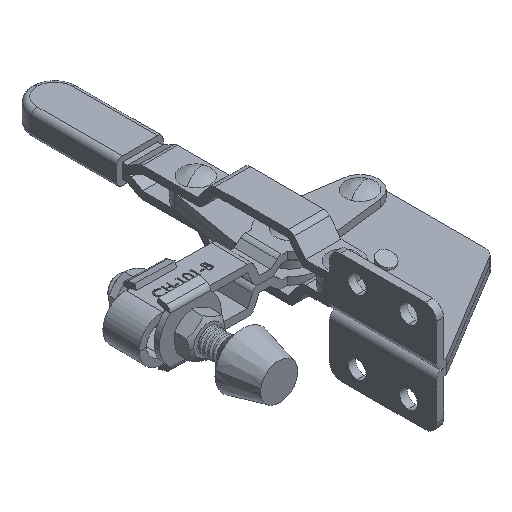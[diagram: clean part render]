
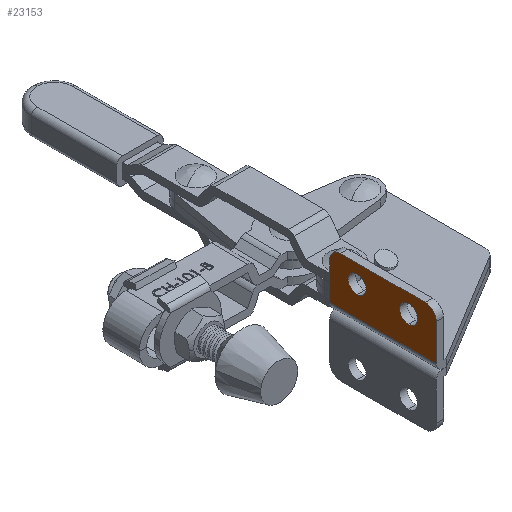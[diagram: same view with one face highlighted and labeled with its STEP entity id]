
A CAD part, isometric view. The second image highlights one B-rep face of the part: STEP entity #23153.
In plain terms, the highlighted planar face has unit normal (-1, 0, 0).
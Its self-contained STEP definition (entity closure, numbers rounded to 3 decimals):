
#46 = CARTESIAN_POINT ( 'NONE',  ( -2., 7.6, 7.6 ) ) ;
#321 = DIRECTION ( 'NONE',  ( 1., 0., 0. ) ) ;
#419 = VECTOR ( 'NONE', #22190, 1000. ) ;
#572 = CARTESIAN_POINT ( 'NONE',  ( -2., 29.1, 2. ) ) ;
#1202 = ORIENTED_EDGE ( 'NONE', *, *, #29178, .T. ) ;
#1280 = DIRECTION ( 'NONE',  ( 0., -1., 0. ) ) ;
#1536 = DIRECTION ( 'NONE',  ( -1., 0., 0. ) ) ;
#1755 = DIRECTION ( 'NONE',  ( 1., 0., 0. ) ) ;
#4386 = EDGE_CURVE ( 'NONE', #23076, #10012, #5617, .T. ) ;
#4481 = CIRCLE ( 'NONE', #21389, 3. ) ;
#4495 = ORIENTED_EDGE ( 'NONE', *, *, #18515, .T. ) ;
#5288 = VERTEX_POINT ( 'NONE', #21752 ) ;
#5617 = LINE ( 'NONE', #572, #23982 ) ;
#5846 = FACE_OUTER_BOUND ( 'NONE', #15385, .T. ) ;
#5950 = ORIENTED_EDGE ( 'NONE', *, *, #19851, .T. ) ;
#6052 = CIRCLE ( 'NONE', #6099, 2.4 ) ;
#6099 = AXIS2_PLACEMENT_3D ( 'NONE', #13269, #29951, #15658 ) ;
#6205 = CARTESIAN_POINT ( 'NONE',  ( -2., 29.1, 2. ) ) ;
#6353 = VERTEX_POINT ( 'NONE', #46 ) ;
#6468 = CIRCLE ( 'NONE', #9663, 2.4 ) ;
#7091 = CARTESIAN_POINT ( 'NONE',  ( -2., 29.1, 12. ) ) ;
#8064 = CARTESIAN_POINT ( 'NONE',  ( -2., 0.1, 2. ) ) ;
#8422 = CARTESIAN_POINT ( 'NONE',  ( -2., 21.6, 7.6 ) ) ;
#8582 = LINE ( 'NONE', #18004, #14987 ) ;
#8637 = DIRECTION ( 'NONE',  ( -1., 0., 0. ) ) ;
#8795 = EDGE_CURVE ( 'NONE', #5288, #22462, #16878, .T. ) ;
#9040 = EDGE_LOOP ( 'NONE', ( #1202, #10554 ) ) ;
#9058 = EDGE_CURVE ( 'NONE', #10012, #22462, #12378, .T. ) ;
#9144 = DIRECTION ( 'NONE',  ( 1., 0., 0. ) ) ;
#9663 = AXIS2_PLACEMENT_3D ( 'NONE', #16069, #1755, #18529 ) ;
#9780 = CIRCLE ( 'NONE', #30356, 3. ) ;
#9815 = AXIS2_PLACEMENT_3D ( 'NONE', #14642, #321, #17055 ) ;
#10012 = VERTEX_POINT ( 'NONE', #6205 ) ;
#10408 = CARTESIAN_POINT ( 'NONE',  ( -2., 7.6, 12.4 ) ) ;
#10475 = PLANE ( 'NONE',  #16815 ) ;
#10514 = VECTOR ( 'NONE', #27871, 1000. ) ;
#10554 = ORIENTED_EDGE ( 'NONE', *, *, #23470, .T. ) ;
#10907 = ORIENTED_EDGE ( 'NONE', *, *, #4386, .T. ) ;
#11613 = CARTESIAN_POINT ( 'NONE',  ( -2., 21.6, 12.4 ) ) ;
#12378 = LINE ( 'NONE', #29558, #419 ) ;
#12690 = ORIENTED_EDGE ( 'NONE', *, *, #15661, .F. ) ;
#12906 = DIRECTION ( 'NONE',  ( 0., 0., -1. ) ) ;
#13269 = CARTESIAN_POINT ( 'NONE',  ( -2., 7.6, 10. ) ) ;
#13491 = CARTESIAN_POINT ( 'NONE',  ( -2., 0.1, 2. ) ) ;
#14642 = CARTESIAN_POINT ( 'NONE',  ( -2., 7.6, 10. ) ) ;
#14987 = VECTOR ( 'NONE', #1280, 1000. ) ;
#15385 = EDGE_LOOP ( 'NONE', ( #28362, #25866, #12690, #4495, #10907, #20098 ) ) ;
#15438 = VERTEX_POINT ( 'NONE', #16850 ) ;
#15658 = DIRECTION ( 'NONE',  ( 0., 0., -1. ) ) ;
#15661 = EDGE_CURVE ( 'NONE', #24566, #15438, #8582, .T. ) ;
#15865 = CARTESIAN_POINT ( 'NONE',  ( -2., 26.1, 12. ) ) ;
#16069 = CARTESIAN_POINT ( 'NONE',  ( -2., 21.6, 10. ) ) ;
#16449 = CARTESIAN_POINT ( 'NONE',  ( -2., 0.1, 2. ) ) ;
#16815 = AXIS2_PLACEMENT_3D ( 'NONE', #8064, #20052, #12906 ) ;
#16850 = CARTESIAN_POINT ( 'NONE',  ( -2., 3.1, 15. ) ) ;
#16878 = LINE ( 'NONE', #13491, #10514 ) ;
#17055 = DIRECTION ( 'NONE',  ( 0., 0., -1. ) ) ;
#17492 = CIRCLE ( 'NONE', #9815, 2.4 ) ;
#18004 = CARTESIAN_POINT ( 'NONE',  ( -2., 29.1, 15. ) ) ;
#18282 = DIRECTION ( 'NONE',  ( 0., 0., -1. ) ) ;
#18490 = VERTEX_POINT ( 'NONE', #8422 ) ;
#18515 = EDGE_CURVE ( 'NONE', #24566, #23076, #9780, .T. ) ;
#18529 = DIRECTION ( 'NONE',  ( 0., 0., -1. ) ) ;
#18626 = FACE_BOUND ( 'NONE', #9040, .T. ) ;
#19851 = EDGE_CURVE ( 'NONE', #18490, #24641, #20617, .T. ) ;
#20052 = DIRECTION ( 'NONE',  ( 1., 0., 0. ) ) ;
#20098 = ORIENTED_EDGE ( 'NONE', *, *, #9058, .T. ) ;
#20617 = CIRCLE ( 'NONE', #23168, 2.4 ) ;
#20689 = VERTEX_POINT ( 'NONE', #10408 ) ;
#21389 = AXIS2_PLACEMENT_3D ( 'NONE', #22985, #8637, #25353 ) ;
#21752 = CARTESIAN_POINT ( 'NONE',  ( -2., 0.1, 12. ) ) ;
#22190 = DIRECTION ( 'NONE',  ( 0., -1., 0. ) ) ;
#22462 = VERTEX_POINT ( 'NONE', #16449 ) ;
#22745 = ORIENTED_EDGE ( 'NONE', *, *, #27929, .T. ) ;
#22985 = CARTESIAN_POINT ( 'NONE',  ( -2., 3.1, 12. ) ) ;
#23027 = EDGE_LOOP ( 'NONE', ( #5950, #22745 ) ) ;
#23076 = VERTEX_POINT ( 'NONE', #7091 ) ;
#23153 = ADVANCED_FACE ( 'NONE', ( #18626, #23445, #5846 ), #10475, .F. ) ;
#23168 = AXIS2_PLACEMENT_3D ( 'NONE', #23455, #9144, #25843 ) ;
#23445 = FACE_BOUND ( 'NONE', #23027, .T. ) ;
#23455 = CARTESIAN_POINT ( 'NONE',  ( -2., 21.6, 10. ) ) ;
#23470 = EDGE_CURVE ( 'NONE', #20689, #6353, #17492, .T. ) ;
#23982 = VECTOR ( 'NONE', #26746, 1000. ) ;
#24566 = VERTEX_POINT ( 'NONE', #27807 ) ;
#24641 = VERTEX_POINT ( 'NONE', #11613 ) ;
#25353 = DIRECTION ( 'NONE',  ( 0., 0., -1. ) ) ;
#25843 = DIRECTION ( 'NONE',  ( 0., 0., -1. ) ) ;
#25866 = ORIENTED_EDGE ( 'NONE', *, *, #30893, .T. ) ;
#26746 = DIRECTION ( 'NONE',  ( 0., 0., -1. ) ) ;
#27807 = CARTESIAN_POINT ( 'NONE',  ( -2., 26.1, 15. ) ) ;
#27871 = DIRECTION ( 'NONE',  ( 0., 0., -1. ) ) ;
#27929 = EDGE_CURVE ( 'NONE', #24641, #18490, #6468, .T. ) ;
#28362 = ORIENTED_EDGE ( 'NONE', *, *, #8795, .F. ) ;
#29178 = EDGE_CURVE ( 'NONE', #6353, #20689, #6052, .T. ) ;
#29558 = CARTESIAN_POINT ( 'NONE',  ( -2., 0.1, 2. ) ) ;
#29951 = DIRECTION ( 'NONE',  ( 1., 0., 0. ) ) ;
#30356 = AXIS2_PLACEMENT_3D ( 'NONE', #15865, #1536, #18282 ) ;
#30893 = EDGE_CURVE ( 'NONE', #5288, #15438, #4481, .T. ) ;
